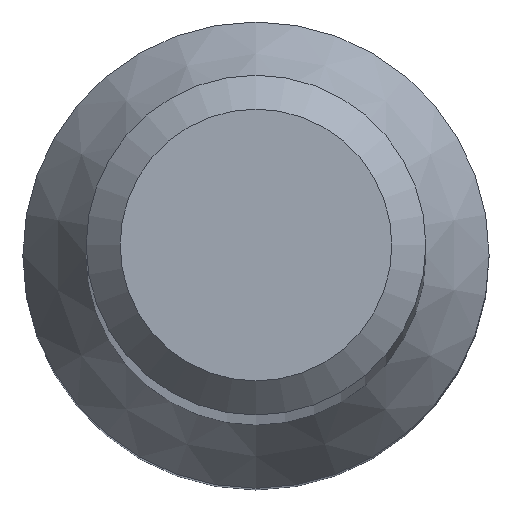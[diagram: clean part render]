
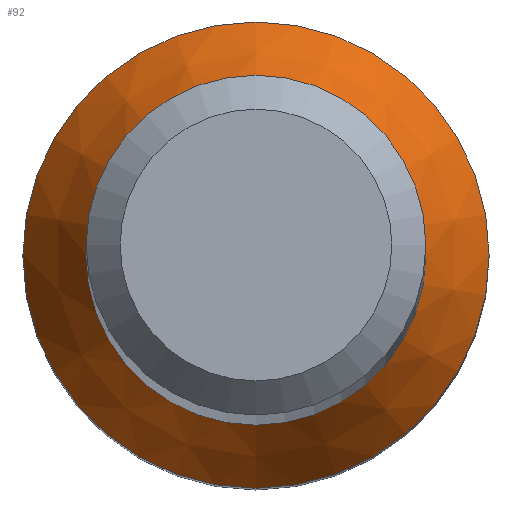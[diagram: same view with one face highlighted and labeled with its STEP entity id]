
A CAD part, top view. The second image highlights one B-rep face of the part: STEP entity #92.
In plain terms, the highlighted conical face has half-angle 30 degrees and reference radius 2.745 mm.
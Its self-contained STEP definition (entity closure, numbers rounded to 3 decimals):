
#2 = EDGE_LOOP ( 'NONE', ( #91 ) ) ;
#5 = CARTESIAN_POINT ( 'NONE',  ( 0., 0., 12. ) ) ;
#9 = CONICAL_SURFACE ( 'NONE', #87, 2.745, 0.524 ) ;
#19 = AXIS2_PLACEMENT_3D ( 'NONE', #169, #65, #111 ) ;
#28 = EDGE_CURVE ( 'NONE', #54, #54, #67, .T. ) ;
#31 = CARTESIAN_POINT ( 'NONE',  ( 0., 2.745, 12. ) ) ;
#34 = EDGE_CURVE ( 'NONE', #52, #52, #226, .T. ) ;
#52 = VERTEX_POINT ( 'NONE', #31 ) ;
#54 = VERTEX_POINT ( 'NONE', #118 ) ;
#65 = DIRECTION ( 'NONE',  ( 0., 0., -1. ) ) ;
#67 = CIRCLE ( 'NONE', #110, 2. ) ;
#81 = DIRECTION ( 'NONE',  ( 0., 1., 0. ) ) ;
#82 = DIRECTION ( 'NONE',  ( 0., 0., -1. ) ) ;
#87 = AXIS2_PLACEMENT_3D ( 'NONE', #5, #82, #157 ) ;
#91 = ORIENTED_EDGE ( 'NONE', *, *, #34, .F. ) ;
#92 = ADVANCED_FACE ( 'NONE', ( #175, #207 ), #9, .T. ) ;
#110 = AXIS2_PLACEMENT_3D ( 'NONE', #185, #194, #81 ) ;
#111 = DIRECTION ( 'NONE',  ( 0., 1., 0. ) ) ;
#118 = CARTESIAN_POINT ( 'NONE',  ( 0., 2., 13.29 ) ) ;
#157 = DIRECTION ( 'NONE',  ( 0., 1., 0. ) ) ;
#169 = CARTESIAN_POINT ( 'NONE',  ( 0., 0., 12. ) ) ;
#175 = FACE_BOUND ( 'NONE', #240, .T. ) ;
#184 = ORIENTED_EDGE ( 'NONE', *, *, #28, .T. ) ;
#185 = CARTESIAN_POINT ( 'NONE',  ( 0., 0., 13.29 ) ) ;
#194 = DIRECTION ( 'NONE',  ( 0., 0., -1. ) ) ;
#207 = FACE_OUTER_BOUND ( 'NONE', #2, .T. ) ;
#226 = CIRCLE ( 'NONE', #19, 2.745 ) ;
#240 = EDGE_LOOP ( 'NONE', ( #184 ) ) ;
